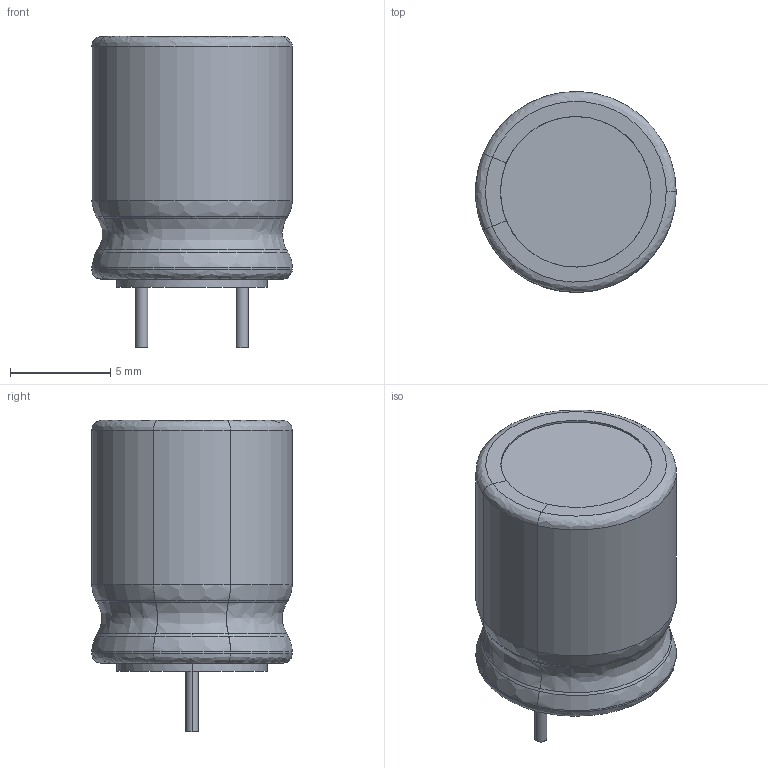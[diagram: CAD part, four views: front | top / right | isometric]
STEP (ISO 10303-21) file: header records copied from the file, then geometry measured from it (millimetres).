
FILE_DESCRIPTION (( 'STEP AP214' ), '1' );
FILE_NAME ('User Library-CapAluRadial_D100H125P50.STEP', '2019-05-31T01:44:18', ( '' ), ( '' ), 'SwSTEP 2.0', 'SolidWorks 2019', '' );
FILE_SCHEMA (( 'AUTOMOTIVE_DESIGN' ));
Length unit declared in the file: centimetre
Products named in the file (1): User Library-CapAluRadial_D100H125P50
Bounding box: 9.99 x 10 x 15.5 mm (x, y, z)
Volume: 936.8 mm3; surface area: 547.3 mm2
Topology: 1 solids, 1 shells, 46 faces, 124 edges, 82 vertices
Faces by surface type: bspline 15, cylinder 14, plane 10, cone 7
Entity records: 2012 total; most frequent: CARTESIAN_POINT 630, ORIENTED_EDGE 248, DIRECTION 211, EDGE_CURVE 124, AXIS2_PLACEMENT_3D 87, VERTEX_POINT 82, CIRCLE 55, EDGE_LOOP 48
